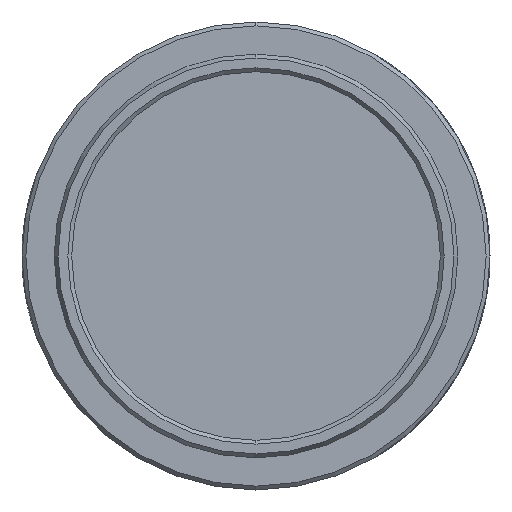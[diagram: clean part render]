
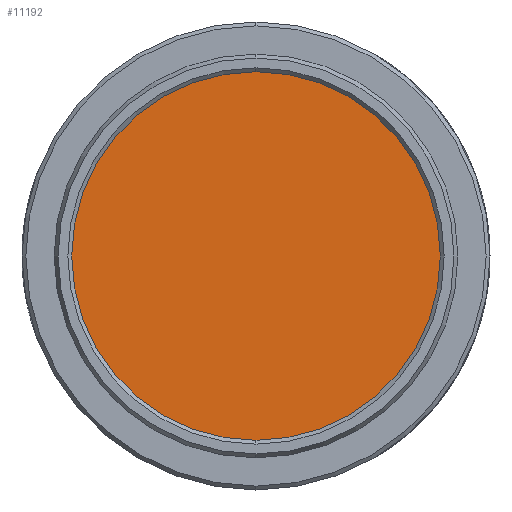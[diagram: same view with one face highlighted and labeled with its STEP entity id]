
A CAD part, left-side view. The second image highlights one B-rep face of the part: STEP entity #11192.
In plain terms, the highlighted planar face has unit normal (-1, 0, 0).
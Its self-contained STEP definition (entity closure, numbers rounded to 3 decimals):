
#452 = CARTESIAN_POINT ( 'NONE',  ( -1.905, 0., 0. ) ) ;
#508 = CARTESIAN_POINT ( 'NONE',  ( -1.905, 0., 0. ) ) ;
#1662 = DIRECTION ( 'NONE',  ( 0., 0., -1. ) ) ;
#1713 = DIRECTION ( 'NONE',  ( 1., 0., 0. ) ) ;
#2651 = CARTESIAN_POINT ( 'NONE',  ( -1.905, 0., -12.45 ) ) ;
#3453 = AXIS2_PLACEMENT_3D ( 'NONE', #4647, #13072, #5850 ) ;
#3640 = CIRCLE ( 'NONE', #3453, 12.45 ) ;
#4005 = ORIENTED_EDGE ( 'NONE', *, *, #8955, .T. ) ;
#4647 = CARTESIAN_POINT ( 'NONE',  ( -1.905, 0., 0. ) ) ;
#4778 = EDGE_CURVE ( 'NONE', #11440, #13771, #3640, .T. ) ;
#5850 = DIRECTION ( 'NONE',  ( 0., 0., -1. ) ) ;
#6453 = PLANE ( 'NONE',  #7041 ) ;
#7041 = AXIS2_PLACEMENT_3D ( 'NONE', #508, #1713, #10089 ) ;
#8819 = DIRECTION ( 'NONE',  ( -1., 0., 0. ) ) ;
#8955 = EDGE_CURVE ( 'NONE', #13771, #11440, #13052, .T. ) ;
#9190 = CARTESIAN_POINT ( 'NONE',  ( -1.905, 0., 12.45 ) ) ;
#10089 = DIRECTION ( 'NONE',  ( 0., 0., -1. ) ) ;
#10454 = EDGE_LOOP ( 'NONE', ( #13274, #4005 ) ) ;
#11192 = ADVANCED_FACE ( 'NONE', ( #11328 ), #6453, .F. ) ;
#11328 = FACE_OUTER_BOUND ( 'NONE', #10454, .T. ) ;
#11440 = VERTEX_POINT ( 'NONE', #2651 ) ;
#13052 = CIRCLE ( 'NONE', #13987, 12.45 ) ;
#13072 = DIRECTION ( 'NONE',  ( -1., 0., 0. ) ) ;
#13274 = ORIENTED_EDGE ( 'NONE', *, *, #4778, .T. ) ;
#13771 = VERTEX_POINT ( 'NONE', #9190 ) ;
#13987 = AXIS2_PLACEMENT_3D ( 'NONE', #452, #8819, #1662 ) ;
